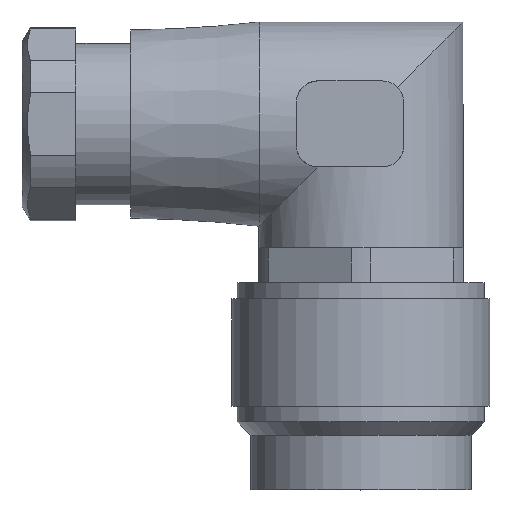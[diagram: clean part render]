
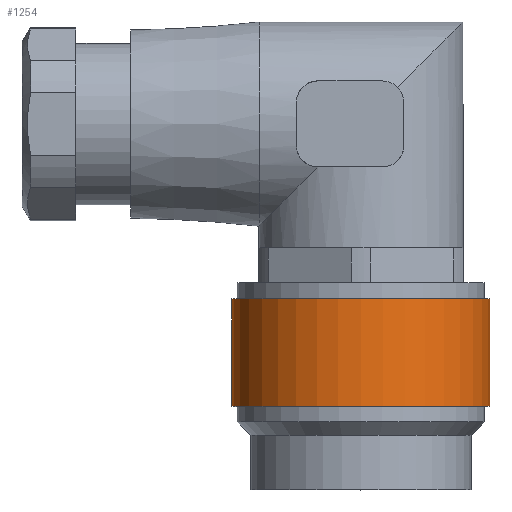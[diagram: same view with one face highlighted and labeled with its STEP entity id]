
A CAD part, top view. The second image highlights one B-rep face of the part: STEP entity #1254.
In plain terms, the highlighted cylindrical face has radius 12 mm (diameter 24 mm), a full revolution.
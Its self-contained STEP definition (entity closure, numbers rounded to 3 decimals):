
#347=ORIENTED_EDGE('',*,*,#670,.F.);
#348=ORIENTED_EDGE('',*,*,#669,.T.);
#669=EDGE_CURVE('',#822,#822,#912,.T.);
#670=EDGE_CURVE('',#823,#823,#913,.T.);
#822=VERTEX_POINT('',#2092);
#823=VERTEX_POINT('',#2095);
#912=CIRCLE('',#1390,12.);
#913=CIRCLE('',#1392,12.);
#981=EDGE_LOOP('',(#347));
#982=EDGE_LOOP('',(#348));
#1101=FACE_BOUND('',#981,.T.);
#1102=FACE_BOUND('',#982,.T.);
#1208=CYLINDRICAL_SURFACE('',#1391,12.);
#1254=ADVANCED_FACE('',(#1101,#1102),#1208,.T.);
#1390=AXIS2_PLACEMENT_3D('',#2091,#1659,#1660);
#1391=AXIS2_PLACEMENT_3D('',#2093,#1661,#1662);
#1392=AXIS2_PLACEMENT_3D('',#2094,#1663,#1664);
#1659=DIRECTION('',(0.,-1.,0.));
#1660=DIRECTION('',(0.,0.,-1.));
#1661=DIRECTION('',(0.,-1.,0.));
#1662=DIRECTION('',(0.,0.,-1.));
#1663=DIRECTION('',(0.,-1.,0.));
#1664=DIRECTION('',(0.,0.,-1.));
#2091=CARTESIAN_POINT('',(0.,-16.25,0.));
#2092=CARTESIAN_POINT('',(0.,-16.25,-12.));
#2093=CARTESIAN_POINT('',(0.,-34.,0.));
#2094=CARTESIAN_POINT('',(0.,-26.25,0.));
#2095=CARTESIAN_POINT('',(0.,-26.25,-12.));
